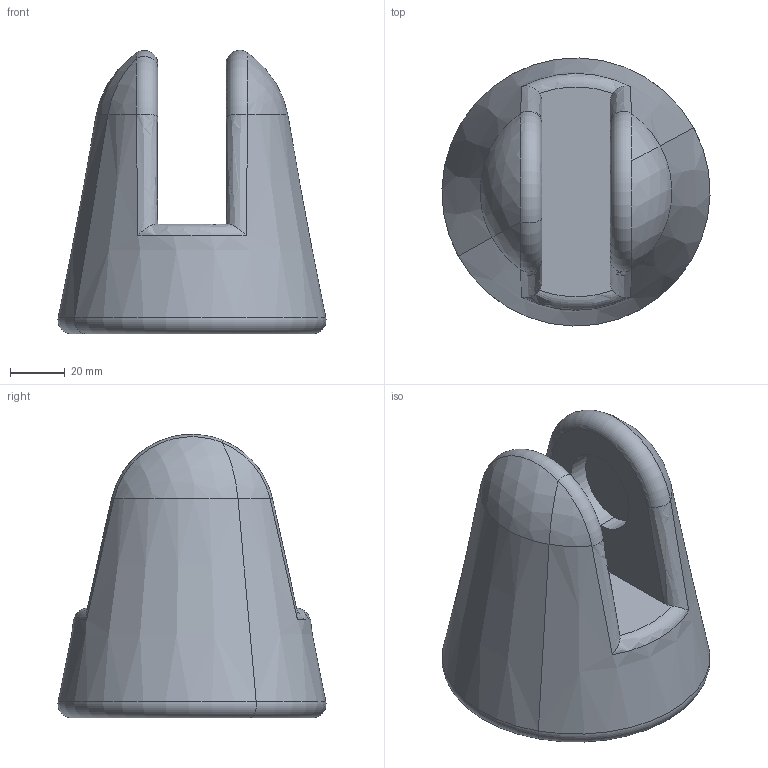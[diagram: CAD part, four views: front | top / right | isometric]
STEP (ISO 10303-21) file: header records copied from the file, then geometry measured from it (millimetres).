
FILE_DESCRIPTION (( 'STEP AP203' ), '1' );
FILE_NAME ('link1.stp_默认_sldprt.STEP', '2024-04-18T13:05:47', ( '' ), ( '' ), 'SwSTEP 2.0', 'SolidWorks 2024', '' );
FILE_SCHEMA (( 'CONFIG_CONTROL_DESIGN' ));
Length unit declared in the file: millimetre
Products named in the file (1): link1.stp_默认_sldprt
Bounding box: 97.92 x 97.92 x 103.55 mm (x, y, z)
Volume: 358643.1 mm3; surface area: 44204.4 mm2
Topology: 1 solids, 1 shells, 30 faces, 66 edges, 41 vertices
Faces by surface type: torus 7, plane 7, cylinder 6, bspline 4, sphere 4, cone 2
Entity records: 1814 total; most frequent: CARTESIAN_POINT 1105, ORIENTED_EDGE 132, DIRECTION 128, EDGE_CURVE 66, AXIS2_PLACEMENT_3D 59, VERTEX_POINT 41, EDGE_LOOP 33, CIRCLE 32
